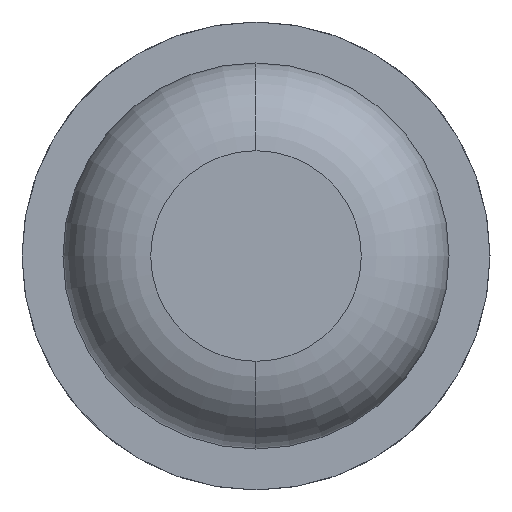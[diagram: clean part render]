
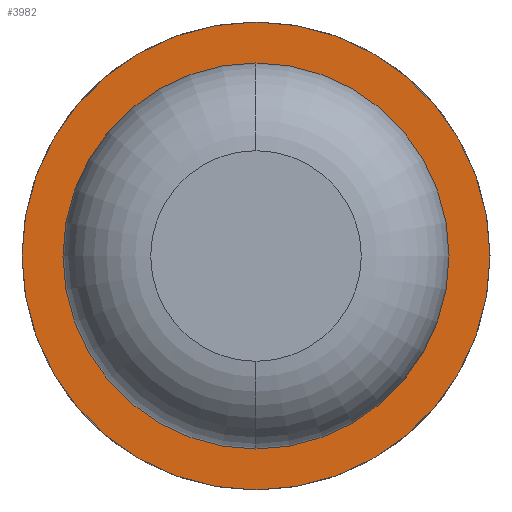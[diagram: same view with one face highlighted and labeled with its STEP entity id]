
A CAD part, front view. The second image highlights one B-rep face of the part: STEP entity #3982.
In plain terms, the highlighted planar face has unit normal (0, -1, 0).
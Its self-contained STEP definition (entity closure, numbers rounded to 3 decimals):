
#107 = CARTESIAN_POINT ( 'NONE',  ( 0., -2., 0. ) ) ;
#193 = EDGE_CURVE ( 'Defeature ausgef�hrt1_72+Defeature ausgef�hrt1_71+Defeature ausgef�hrt1_71+Defeature ausgef�hrt1_71', #3625, #2215, #3566, .T. ) ;
#214 = DIRECTION ( 'NONE',  ( 0., 0., 1. ) ) ;
#260 = EDGE_LOOP ( 'NONE', ( #1941, #1013 ) ) ;
#283 = AXIS2_PLACEMENT_3D ( 'NONE', #3701, #1209, #2617 ) ;
#512 = AXIS2_PLACEMENT_3D ( 'NONE', #3839, #1673, #4558 ) ;
#688 = CIRCLE ( 'NONE', #283, 0.825 ) ;
#1013 = ORIENTED_EDGE ( 'NONE', *, *, #2600, .F. ) ;
#1209 = DIRECTION ( 'NONE',  ( 0., 1., 0. ) ) ;
#1299 = AXIS2_PLACEMENT_3D ( 'NONE', #3962, #2213, #2556 ) ;
#1344 = ORIENTED_EDGE ( 'NONE', *, *, #3977, .T. ) ;
#1450 = AXIS2_PLACEMENT_3D ( 'NONE', #107, #2220, #3660 ) ;
#1580 = DIRECTION ( 'NONE',  ( 0., 1., 0. ) ) ;
#1646 = CARTESIAN_POINT ( 'NONE',  ( 0., -2., -1. ) ) ;
#1673 = DIRECTION ( 'NONE',  ( 0., 1., 0. ) ) ;
#1819 = CIRCLE ( 'NONE', #1450, 0.825 ) ;
#1883 = VERTEX_POINT ( 'NONE', #3978 ) ;
#1941 = ORIENTED_EDGE ( 'NONE', *, *, #193, .F. ) ;
#2213 = DIRECTION ( 'NONE',  ( 0., 1., 0. ) ) ;
#2215 = VERTEX_POINT ( 'NONE', #1646 ) ;
#2220 = DIRECTION ( 'NONE',  ( 0., 1., 0. ) ) ;
#2244 = CARTESIAN_POINT ( 'NONE',  ( 1., -2., 0. ) ) ;
#2311 = CIRCLE ( 'NONE', #512, 1. ) ;
#2318 = EDGE_LOOP ( 'NONE', ( #4021, #1344 ) ) ;
#2556 = DIRECTION ( 'NONE',  ( 0., 0., 1. ) ) ;
#2600 = EDGE_CURVE ( 'Defeature ausgef�hrt1_72+Defeature ausgef�hrt1_71+Defeature ausgef�hrt1_71+Defeature ausgef�hrt1_71', #2215, #3625, #2311, .T. ) ;
#2617 = DIRECTION ( 'NONE',  ( 0., 0., 1. ) ) ;
#2709 = AXIS2_PLACEMENT_3D ( 'NONE', #2244, #1580, #214 ) ;
#2785 = EDGE_CURVE ( 'Defeature ausgef�hrt1_71+Defeature ausgef�hrt1_67+Defeature ausgef�hrt1_67+Defeature ausgef�hrt1_67', #1883, #4398, #1819, .T. ) ;
#3330 = PLANE ( 'NONE',  #2709 ) ;
#3364 = CARTESIAN_POINT ( 'NONE',  ( 0., -2., 1. ) ) ;
#3566 = CIRCLE ( 'NONE', #1299, 1. ) ;
#3625 = VERTEX_POINT ( 'NONE', #3364 ) ;
#3660 = DIRECTION ( 'NONE',  ( 0., 0., 1. ) ) ;
#3701 = CARTESIAN_POINT ( 'NONE',  ( 0., -2., 0. ) ) ;
#3790 = CARTESIAN_POINT ( 'NONE',  ( 0., -2., -0.825 ) ) ;
#3839 = CARTESIAN_POINT ( 'NONE',  ( 0., -2., 0. ) ) ;
#3946 = FACE_BOUND ( 'NONE', #2318, .T. ) ;
#3962 = CARTESIAN_POINT ( 'NONE',  ( 0., -2., 0. ) ) ;
#3977 = EDGE_CURVE ( 'Defeature ausgef�hrt1_71+Defeature ausgef�hrt1_67+Defeature ausgef�hrt1_67+Defeature ausgef�hrt1_67', #4398, #1883, #688, .T. ) ;
#3978 = CARTESIAN_POINT ( 'NONE',  ( 0., -2., 0.825 ) ) ;
#3982 = ADVANCED_FACE ( 'Defeature ausgef�hrt1_71', ( #4327, #3946 ), #3330, .F. ) ;
#4021 = ORIENTED_EDGE ( 'NONE', *, *, #2785, .T. ) ;
#4327 = FACE_OUTER_BOUND ( 'NONE', #260, .T. ) ;
#4398 = VERTEX_POINT ( 'NONE', #3790 ) ;
#4558 = DIRECTION ( 'NONE',  ( 0., 0., 1. ) ) ;
